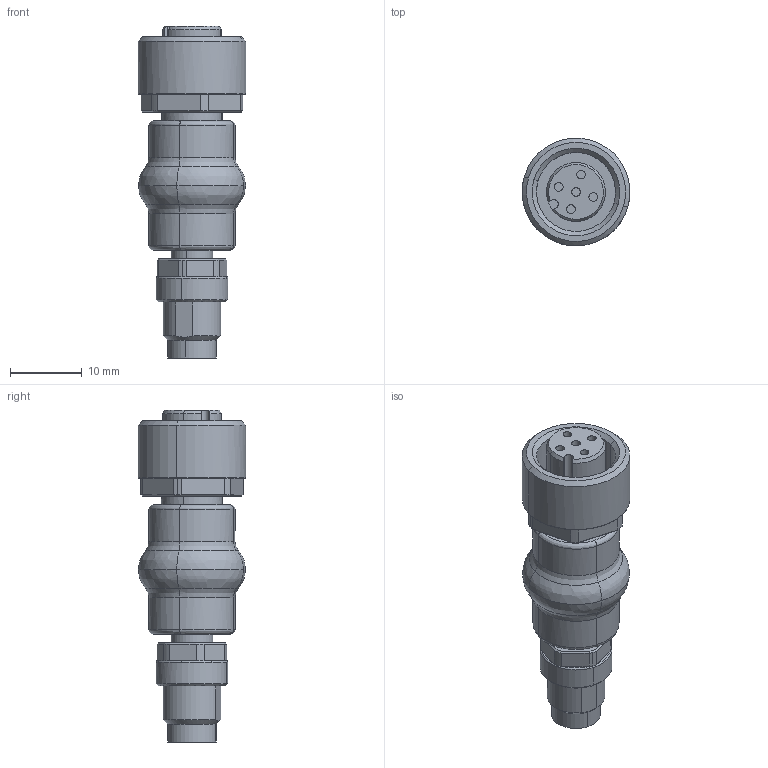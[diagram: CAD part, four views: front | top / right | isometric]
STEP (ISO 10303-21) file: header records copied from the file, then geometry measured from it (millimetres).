
FILE_DESCRIPTION(('CATIA V5 STEP Exchange','CAx-IF Rec.Pracs.--- Model Styling and Organization---1.4--- 2014-01-23'),'2;1');
FILE_NAME ('234896-3_0_1990540000_1990540000.stp','2020-11-11T16:50:09+00:00',('none'),('Weidmueller'),'CATIA Version 5-6 Release 2016 SP3 HF44','CATIA V5 STEP AP214','none');
FILE_SCHEMA(('AUTOMOTIVE_DESIGN { 1 0 10303 214 1 1 1 1 }'));
Length unit declared in the file: millimetre
Products named in the file (1): 1990540000
Bounding box: 14.98 x 14.98 x 46.2 mm (x, y, z)
Volume: 4540.4 mm3; surface area: 3599.6 mm2
Topology: 5 solids, 5 shells, 221 faces, 499 edges, 304 vertices
Faces by surface type: cylinder 73, plane 61, bspline 56, cone 27, torus 4
Entity records: 6726 total; most frequent: CARTESIAN_POINT 2602, ORIENTED_EDGE 998, DIRECTION 587, EDGE_CURVE 499, VERTEX_POINT 304, AXIS2_PLACEMENT_3D 290, EDGE_LOOP 245, ADVANCED_FACE 221
